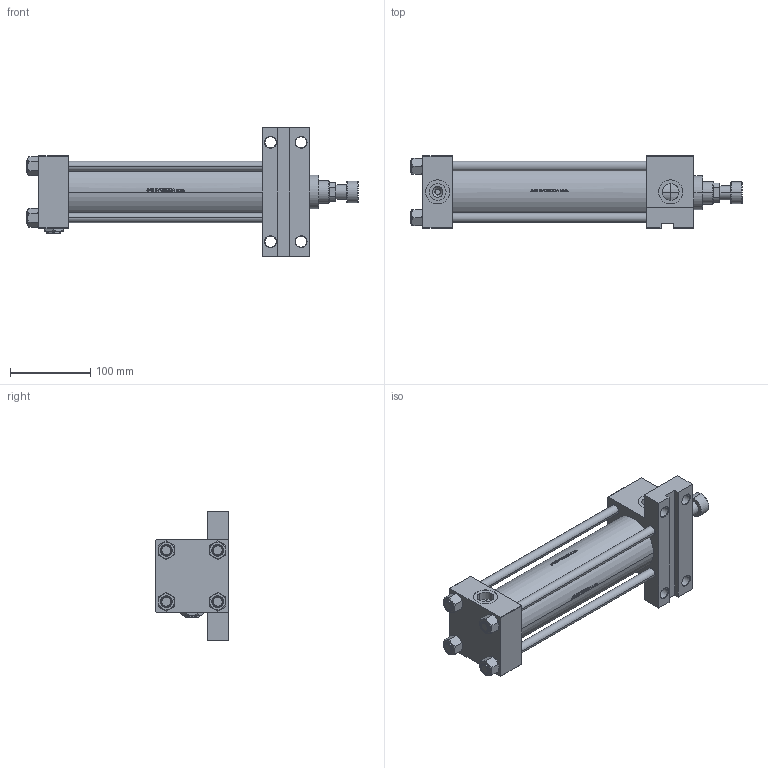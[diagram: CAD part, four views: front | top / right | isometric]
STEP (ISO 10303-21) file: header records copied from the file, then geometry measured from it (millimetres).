
FILE_DESCRIPTION (( 'STEP AP203' ), '1' );
FILE_NAME ('d6ec.STEP', '2023-08-23T00:59:20', ( '' ), ( '' ), 'SwSTEP 2.0', 'SolidWorks 2019', '' );
FILE_SCHEMA (( 'CONFIG_CONTROL_DESIGN' ));
Length unit declared in the file: millimetre
Products named in the file (8): d6ec; V215CR_F_TYCINKA 288cb40e2e74b2e6952ca706eaaf5b9d; Zatka_pro_OIL_PORT 288cb40e2e74b2e6952ca706eaaf5b9d; V215_VC_A 288cb40e2e74b2e6952ca706eaaf5b9d; V215CR_F_Body 288cb40e2e74b2e6952ca706eaaf5b9d; V215CR_VCP_F 288cb40e2e74b2e6952ca706eaaf5b9d; V215CR_ROD_END_F 288cb40e2e74b2e6952ca706eaaf5b9d; NUT_M5_F 288cb40e2e74b2e6952ca706eaaf5b9d
Assembly tree (14 placements, depth 2):
  d6ec
    V215CR_F_Body 288cb40e2e74b2e6952ca706eaaf5b9d
    V215CR_VCP_F 288cb40e2e74b2e6952ca706eaaf5b9d
    V215CR_F_TYCINKA 288cb40e2e74b2e6952ca706eaaf5b9d  x4
    NUT_M5_F 288cb40e2e74b2e6952ca706eaaf5b9d  x4
    V215_VC_A 288cb40e2e74b2e6952ca706eaaf5b9d
    V215CR_ROD_END_F 288cb40e2e74b2e6952ca706eaaf5b9d
    Zatka_pro_OIL_PORT 288cb40e2e74b2e6952ca706eaaf5b9d  x2
Bounding box: 414 x 90 x 160 mm (x, y, z)
Volume: 1343857.1 mm3; surface area: 321495.9 mm2
Topology: 14 solids, 14 shells, 1214 faces, 2980 edges, 1917 vertices
Faces by surface type: plane 488, bspline 380, cone 196, cylinder 138, torus 12
Entity records: 50106 total; most frequent: CARTESIAN_POINT 26639, ORIENTED_EDGE 5260, DIRECTION 3422, EDGE_CURVE 2630, VERTEX_POINT 1715, LINE 1330, VECTOR 1330, EDGE_LOOP 1197
